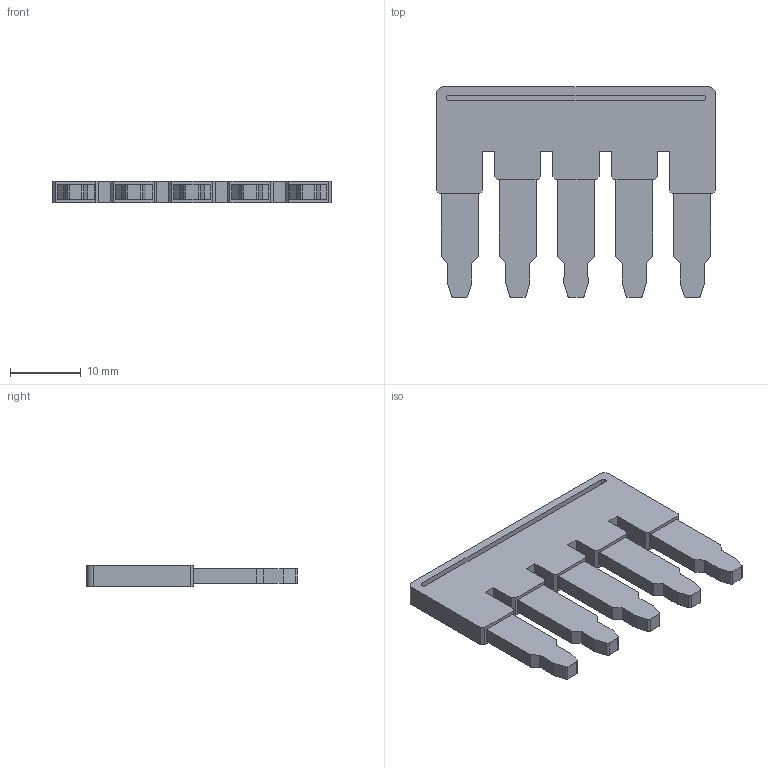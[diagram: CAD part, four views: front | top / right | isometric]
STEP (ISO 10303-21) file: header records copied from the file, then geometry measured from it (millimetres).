
FILE_DESCRIPTION((''),'2;1');
FILE_NAME('PRT0002','2020-04-14T',('Administrator'),(''),'PRO/ENGINEER BY PARAMETRIC TECHNOLOGY CORPORATION, 2008380','PRO/ENGINEER BY PARAMETRIC TECHNOLOGY CORPORATION, 2008380','');
FILE_SCHEMA(('CONFIG_CONTROL_DESIGN'));
Length unit declared in the file: millimetre
Products named in the file (1): PRT0002
Bounding box: 39.3 x 29.7 x 3 mm (x, y, z)
Volume: 2224.5 mm3; surface area: 2626.6 mm2
Topology: 1 solids, 1 shells, 109 faces, 300 edges, 200 vertices
Faces by surface type: plane 93, cylinder 16
Entity records: 3464 total; most frequent: CARTESIAN_POINT 609, ORIENTED_EDGE 600, DIRECTION 550, EDGE_CURVE 300, VECTOR 268, LINE 268, VERTEX_POINT 200, AXIS2_PLACEMENT_3D 141
